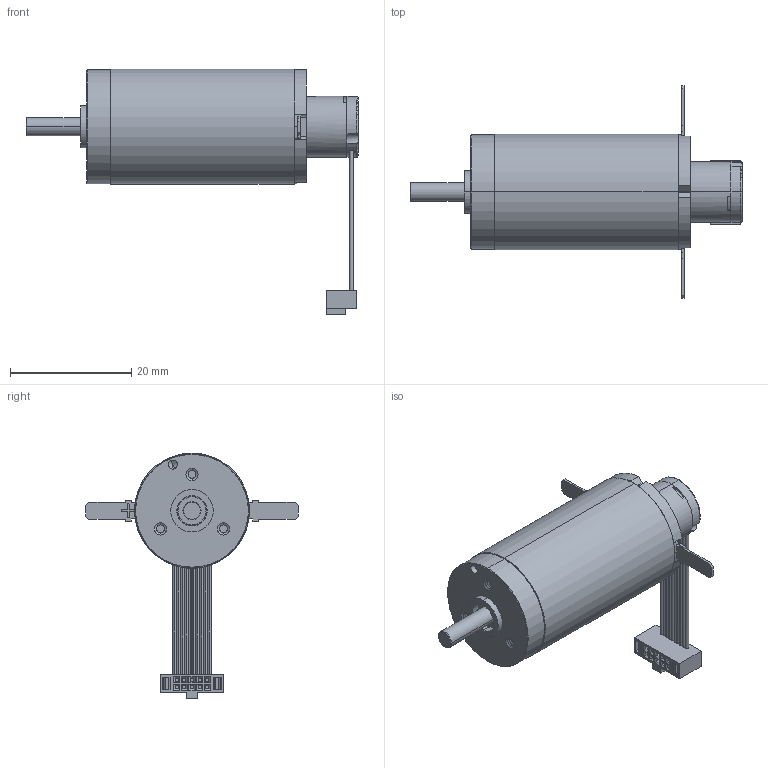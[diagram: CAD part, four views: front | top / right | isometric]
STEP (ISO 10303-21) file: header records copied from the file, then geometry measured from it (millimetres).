
FILE_DESCRIPTION(('STEP AP214'),'1');
FILE_NAME('cctmp_F6602C52-0571-4191-B3BC-6DFE77C4651F_2022_10_24_15_17_10_950..stp','2022-10-24T13:17:11',('maxon motor ag'),('CADClick - www.CADClick.com'),'Spatial InterOp 3D',' ','unknown authorization');
FILE_SCHEMA(('AUTOMOTIVE_DESIGN'));
Length unit declared in the file: millimetre
Products named in the file (10): 0
Assembly tree (9 placements, depth 2):
  (unnamed)
    0
    0
    0
    0
    0
    0
    0
    0
    0
Bounding box: 54.75 x 35 x 40.52 mm (x, y, z)
Volume: 5337.4 mm3; surface area: 8079.6 mm2
Topology: 14 solids, 15 shells, 990 faces, 2582 edges, 1683 vertices
Faces by surface type: plane 711, cylinder 185, cone 88, torus 4, sphere 2
Entity records: 39238 total; most frequent: CARTESIAN_POINT 6354, ORIENTED_EDGE 5160, DIRECTION 4990, EDGE_CURVE 2580, LINE 2054, VECTOR 2054, VERTEX_POINT 1683, AXIS2_PLACEMENT_3D 1468
